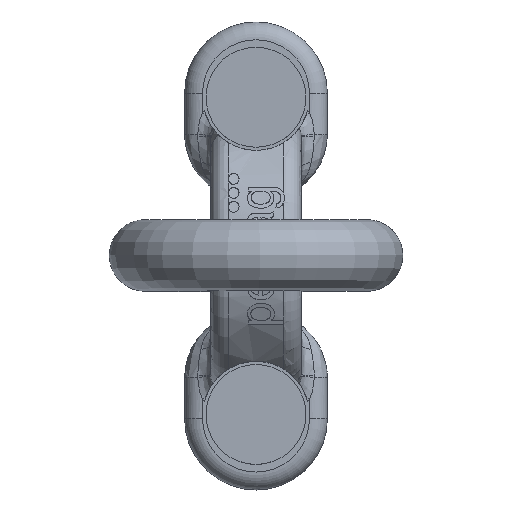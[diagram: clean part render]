
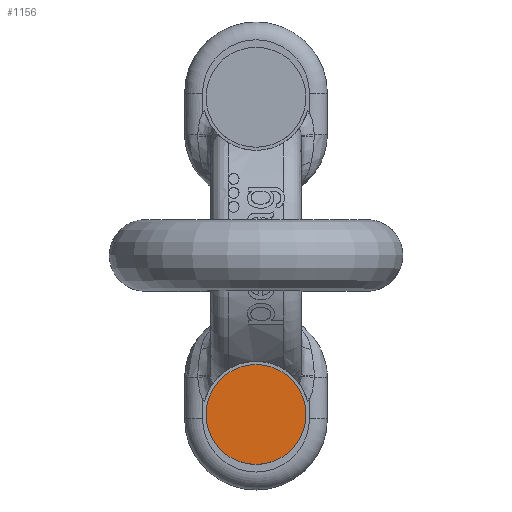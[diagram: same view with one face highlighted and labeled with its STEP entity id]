
A CAD part, top view. The second image highlights one B-rep face of the part: STEP entity #1156.
In plain terms, the highlighted planar face has unit normal (0, 0, 1).
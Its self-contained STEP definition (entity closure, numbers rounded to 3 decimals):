
#793=PLANE('',#3795);
#986=FACE_OUTER_BOUND('',#1709,.T.);
#1156=ADVANCED_FACE('',(#986),#793,.F.);
#1709=EDGE_LOOP('',(#2875));
#2041=CIRCLE('',#3792,31.5);
#2875=ORIENTED_EDGE('',*,*,#3574,.F.);
#3154=VERTEX_POINT('',#8015);
#3574=EDGE_CURVE('',#3154,#3154,#2041,.T.);
#3792=AXIS2_PLACEMENT_3D('',#8014,#4347,#4348);
#3795=AXIS2_PLACEMENT_3D('',#8019,#4353,#4354);
#4347=DIRECTION('',(0.,0.,-1.));
#4348=DIRECTION('',(0.,-1.,0.));
#4353=DIRECTION('',(0.,0.,-1.));
#4354=DIRECTION('',(-1.,0.,0.));
#8014=CARTESIAN_POINT('',(0.,-100.,69.));
#8015=CARTESIAN_POINT('',(0.,-131.5,69.));
#8019=CARTESIAN_POINT('',(0.,-100.,69.));
